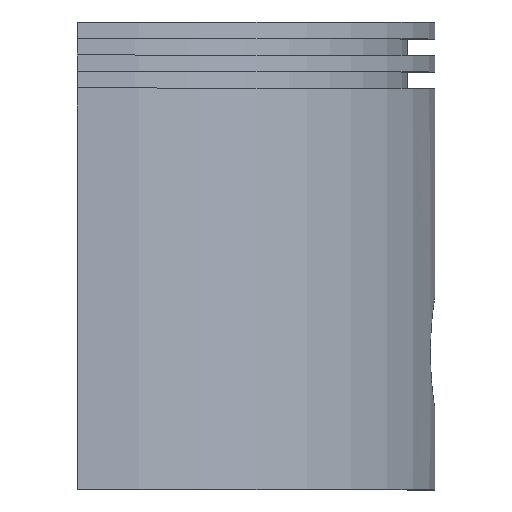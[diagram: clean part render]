
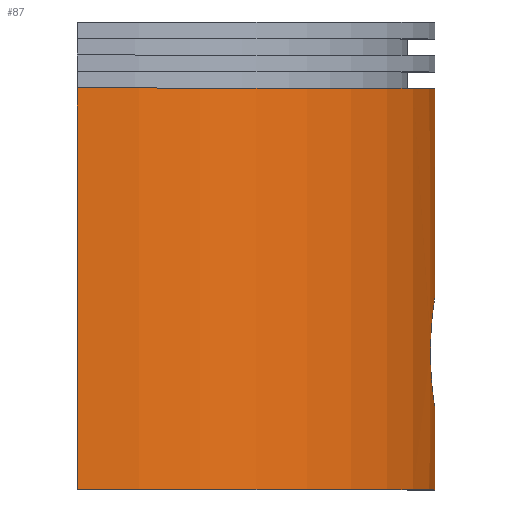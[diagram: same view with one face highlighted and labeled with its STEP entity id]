
A CAD part, top view. The second image highlights one B-rep face of the part: STEP entity #87.
In plain terms, the highlighted cylindrical face has radius 65 mm (diameter 130 mm), a partial arc.
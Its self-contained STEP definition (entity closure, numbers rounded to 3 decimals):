
#87=ADVANCED_FACE('',(#124),#125,.T.);
#124=FACE_OUTER_BOUND('',#172,.T.);
#125=CYLINDRICAL_SURFACE('',#173,65.0);
#172=EDGE_LOOP('',(#296,#297,#298,#299,#300,#301,#302,#303,#304,#305));
#173=AXIS2_PLACEMENT_3D('',#306,#307,#308);
#296=ORIENTED_EDGE('',*,*,#427,.T.);
#297=ORIENTED_EDGE('',*,*,#456,.F.);
#298=ORIENTED_EDGE('',*,*,#457,.T.);
#299=ORIENTED_EDGE('',*,*,#458,.F.);
#300=ORIENTED_EDGE('',*,*,#459,.F.);
#301=ORIENTED_EDGE('',*,*,#454,.T.);
#302=ORIENTED_EDGE('',*,*,#433,.T.);
#303=ORIENTED_EDGE('',*,*,#432,.F.);
#304=ORIENTED_EDGE('',*,*,#421,.T.);
#305=ORIENTED_EDGE('',*,*,#428,.T.);
#306=CARTESIAN_POINT('',(0.0,-3.5,0.0));
#307=DIRECTION('',(-0.0,1.0,0.0));
#308=DIRECTION('',(0.,0.0,1.0));
#421=EDGE_CURVE('',#502,#499,#503,.T.);
#427=EDGE_CURVE('',#513,#511,#514,.T.);
#428=EDGE_CURVE('',#499,#513,#515,.T.);
#432=EDGE_CURVE('',#502,#520,#521,.T.);
#433=EDGE_CURVE('',#522,#520,#523,.T.);
#454=EDGE_CURVE('',#557,#522,#558,.T.);
#456=EDGE_CURVE('',#560,#511,#561,.T.);
#457=EDGE_CURVE('',#560,#562,#563,.T.);
#458=EDGE_CURVE('',#564,#562,#565,.T.);
#459=EDGE_CURVE('',#557,#564,#566,.T.);
#499=VERTEX_POINT('',#647);
#502=VERTEX_POINT('',#651);
#503=B_SPLINE_CURVE_WITH_KNOTS('',3,(#652,#653,#654,#655,#656,#657,#658,#659,#660,#661,#662,#663,#664,#665,#666,#667,#668,#669,#670,#671),.UNSPECIFIED.,.F.,.F.,(4,2,2,2,2,2,2,2,2,4),(15.093,16.98,18.867,20.753,22.64,24.526,26.413,28.3,30.186,30.584),.UNSPECIFIED.);
#511=VERTEX_POINT('',#680);
#513=VERTEX_POINT('',#683);
#514=B_SPLINE_CURVE_WITH_KNOTS('',3,(#684,#685,#686,#687,#688,#689,#690,#691,#692,#693,#694,#695,#696,#697,#698,#699,#700,#701),.UNSPECIFIED.,.F.,.F.,(4,2,2,2,2,2,2,2,4),(30.584,32.073,33.96,35.847,37.733,39.62,41.506,43.393,45.28),.UNSPECIFIED.);
#515=B_SPLINE_CURVE_WITH_KNOTS('',3,(#702,#703,#704,#705,#706,#707,#708,#709,#710,#711,#712,#713,#714,#715,#716,#717,#718,#719,#720,#721),.UNSPECIFIED.,.F.,.F.,(4,2,2,2,2,2,2,2,2,4),(15.093,16.98,18.867,20.753,22.64,24.526,26.413,28.3,30.186,30.584),.UNSPECIFIED.);
#520=VERTEX_POINT('',#728);
#521=LINE('',#729,#730);
#522=VERTEX_POINT('',#731);
#523=LINE('',#732,#733);
#557=VERTEX_POINT('',#798);
#558=CIRCLE('',#799,65.0);
#560=VERTEX_POINT('',#802);
#561=LINE('',#803,#804);
#562=VERTEX_POINT('',#805);
#563=LINE('',#806,#807);
#564=VERTEX_POINT('',#808);
#565=CIRCLE('',#809,65.0);
#566=LINE('',#810,#811);
#647=CARTESIAN_POINT('',(64.226,-15.0,10.0));
#651=CARTESIAN_POINT('',(65.0,-25.0,0.));
#652=CARTESIAN_POINT('',(65.0,-25.0,0.));
#653=CARTESIAN_POINT('',(65.0,-25.0,0.629));
#654=CARTESIAN_POINT('',(64.991,-24.94,1.279));
#655=CARTESIAN_POINT('',(64.952,-24.686,2.571));
#656=CARTESIAN_POINT('',(64.923,-24.493,3.214));
#657=CARTESIAN_POINT('',(64.851,-23.982,4.445));
#658=CARTESIAN_POINT('',(64.807,-23.665,5.036));
#659=CARTESIAN_POINT('',(64.713,-22.931,6.127));
#660=CARTESIAN_POINT('',(64.663,-22.514,6.628));
#661=CARTESIAN_POINT('',(64.566,-21.628,7.514));
#662=CARTESIAN_POINT('',(64.515,-21.127,7.931));
#663=CARTESIAN_POINT('',(64.421,-20.036,8.665));
#664=CARTESIAN_POINT('',(64.377,-19.445,8.982));
#665=CARTESIAN_POINT('',(64.304,-18.214,9.493));
#666=CARTESIAN_POINT('',(64.274,-17.571,9.686));
#667=CARTESIAN_POINT('',(64.236,-16.279,9.94));
#668=CARTESIAN_POINT('',(64.226,-15.629,10.0));
#669=CARTESIAN_POINT('',(64.226,-14.868,10.0));
#670=CARTESIAN_POINT('',(64.227,-14.734,9.997));
#671=CARTESIAN_POINT('',(64.227,-14.6,9.992));
#680=CARTESIAN_POINT('',(65.0,-5.0,0.));
#683=CARTESIAN_POINT('',(64.227,-14.6,9.992));
#684=CARTESIAN_POINT('',(64.227,-14.6,9.992));
#685=CARTESIAN_POINT('',(64.231,-14.098,9.972));
#686=CARTESIAN_POINT('',(64.24,-13.585,9.913));
#687=CARTESIAN_POINT('',(64.274,-12.429,9.686));
#688=CARTESIAN_POINT('',(64.304,-11.786,9.493));
#689=CARTESIAN_POINT('',(64.377,-10.555,8.982));
#690=CARTESIAN_POINT('',(64.421,-9.964,8.665));
#691=CARTESIAN_POINT('',(64.515,-8.873,7.931));
#692=CARTESIAN_POINT('',(64.566,-8.372,7.514));
#693=CARTESIAN_POINT('',(64.663,-7.486,6.628));
#694=CARTESIAN_POINT('',(64.713,-7.069,6.127));
#695=CARTESIAN_POINT('',(64.807,-6.335,5.036));
#696=CARTESIAN_POINT('',(64.851,-6.018,4.445));
#697=CARTESIAN_POINT('',(64.923,-5.507,3.214));
#698=CARTESIAN_POINT('',(64.952,-5.314,2.571));
#699=CARTESIAN_POINT('',(64.991,-5.06,1.279));
#700=CARTESIAN_POINT('',(65.0,-5.0,0.629));
#701=CARTESIAN_POINT('',(65.0,-5.0,0.));
#702=CARTESIAN_POINT('',(65.0,-25.0,0.));
#703=CARTESIAN_POINT('',(65.0,-25.0,0.629));
#704=CARTESIAN_POINT('',(64.991,-24.94,1.279));
#705=CARTESIAN_POINT('',(64.952,-24.686,2.571));
#706=CARTESIAN_POINT('',(64.923,-24.493,3.214));
#707=CARTESIAN_POINT('',(64.851,-23.982,4.445));
#708=CARTESIAN_POINT('',(64.807,-23.665,5.036));
#709=CARTESIAN_POINT('',(64.713,-22.931,6.127));
#710=CARTESIAN_POINT('',(64.663,-22.514,6.628));
#711=CARTESIAN_POINT('',(64.566,-21.628,7.514));
#712=CARTESIAN_POINT('',(64.515,-21.127,7.931));
#713=CARTESIAN_POINT('',(64.421,-20.036,8.665));
#714=CARTESIAN_POINT('',(64.377,-19.445,8.982));
#715=CARTESIAN_POINT('',(64.304,-18.214,9.493));
#716=CARTESIAN_POINT('',(64.274,-17.571,9.686));
#717=CARTESIAN_POINT('',(64.236,-16.279,9.94));
#718=CARTESIAN_POINT('',(64.226,-15.629,10.0));
#719=CARTESIAN_POINT('',(64.226,-14.868,10.0));
#720=CARTESIAN_POINT('',(64.227,-14.734,9.997));
#721=CARTESIAN_POINT('',(64.227,-14.6,9.992));
#728=CARTESIAN_POINT('',(65.0,-32.0,0.0));
#729=CARTESIAN_POINT('',(65.0,45.0,0.));
#730=VECTOR('',#900,1.0);
#731=CARTESIAN_POINT('',(65.0,-40.0,0.0));
#732=CARTESIAN_POINT('',(65.0,-40.0,0.0));
#733=VECTOR('',#901,1.0);
#798=CARTESIAN_POINT('',(0.,-40.0,65.0));
#799=AXIS2_PLACEMENT_3D('',#938,#939,#940);
#802=CARTESIAN_POINT('',(65.0,2.0,0.0));
#803=CARTESIAN_POINT('',(65.0,45.0,0.));
#804=VECTOR('',#942,1.0);
#805=CARTESIAN_POINT('',(65.0,33.0,0.0));
#806=CARTESIAN_POINT('',(65.0,-40.0,0.0));
#807=VECTOR('',#943,1.0);
#808=CARTESIAN_POINT('',(0.,33.0,65.0));
#809=AXIS2_PLACEMENT_3D('',#944,#945,#946);
#810=CARTESIAN_POINT('',(0.,-40.0,65.0));
#811=VECTOR('',#947,1.0);
#900=DIRECTION('',(0.0,-1.0,0.0));
#901=DIRECTION('',(0.0,1.0,0.0));
#938=CARTESIAN_POINT('',(0.0,-40.0,0.0));
#939=DIRECTION('',(-0.0,1.0,0.0));
#940=DIRECTION('',(0.,0.0,1.0));
#942=DIRECTION('',(0.0,-1.0,0.0));
#943=DIRECTION('',(0.0,1.0,0.0));
#944=CARTESIAN_POINT('',(0.0,33.0,0.0));
#945=DIRECTION('',(-0.0,1.0,0.0));
#946=DIRECTION('',(0.,0.0,1.0));
#947=DIRECTION('',(0.0,1.0,0.0));
